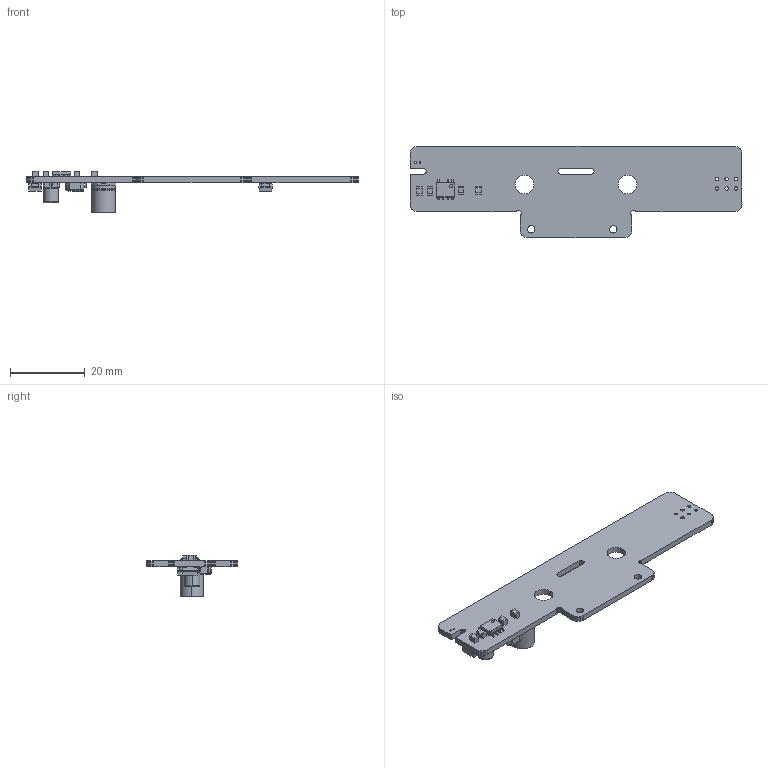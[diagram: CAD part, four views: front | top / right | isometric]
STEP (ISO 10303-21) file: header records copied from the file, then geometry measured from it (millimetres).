
FILE_DESCRIPTION(('Open CASCADE Model'),'2;1');
FILE_NAME('Open CASCADE Shape Model','2019-01-23T16:06:03',('Author'),( 'Open CASCADE'),'Open CASCADE STEP processor 6.5','Open CASCADE 6.5' ,'Unknown');
FILE_SCHEMA(('AUTOMOTIVE_DESIGN { 1 0 10303 214 1 1 1 1 }'));
Length unit declared in the file: millimetre
Products named in the file (22): PCB; Board; D1; SMB_nominal; U2; User_Library-SO8C-_pin_3; R20; 409606080; Extruded; 409606208; R19; R18; L4; User_Library-CDRH4D18; D5; D4; C24; TU_NHOM_25; C22; C21; TU_NHOM_4.7uF
Assembly tree (33 placements, depth 4):
  PCB
    Board
    D1
      SMB_nominal
    U2
      User_Library-SO8C-_pin_3
    R20
      409606080  x2
        Extruded
      409606208
        Extruded
    R19
      409606080  x2
        Extruded
      409606208
        Extruded
    R18
      409606080  x2
        Extruded
      409606208
        Extruded
    L4
      User_Library-CDRH4D18
    D5
      SMB_nominal
    D4
      SMB_nominal
    C24
      TU_NHOM_25
    C22
      409606080  x2
        Extruded
      409606208
        Extruded
    C21
      TU_NHOM_4.7uF
Bounding box: 89.03 x 24.54 x 11.16 mm (x, y, z)
Volume: 3225.8 mm3; surface area: 4813.1 mm2
Topology: 20 solids, 20 shells, 776 faces, 2041 edges, 1308 vertices
Faces by surface type: plane 591, cylinder 132, bspline 35, torus 12, cone 6
Full cylindrical faces by diameter (mm): 0.5 x2, 0.9 x6, 2 x2, 5 x2
Entity records: 51390 total; most frequent: CARTESIAN_POINT 15857, DIRECTION 5667, LINE 3657, VECTOR 3657, ORIENTED_EDGE 3346, PCURVE 3346, DEFINITIONAL_REPRESENTATION 3346, EDGE_CURVE 1673
